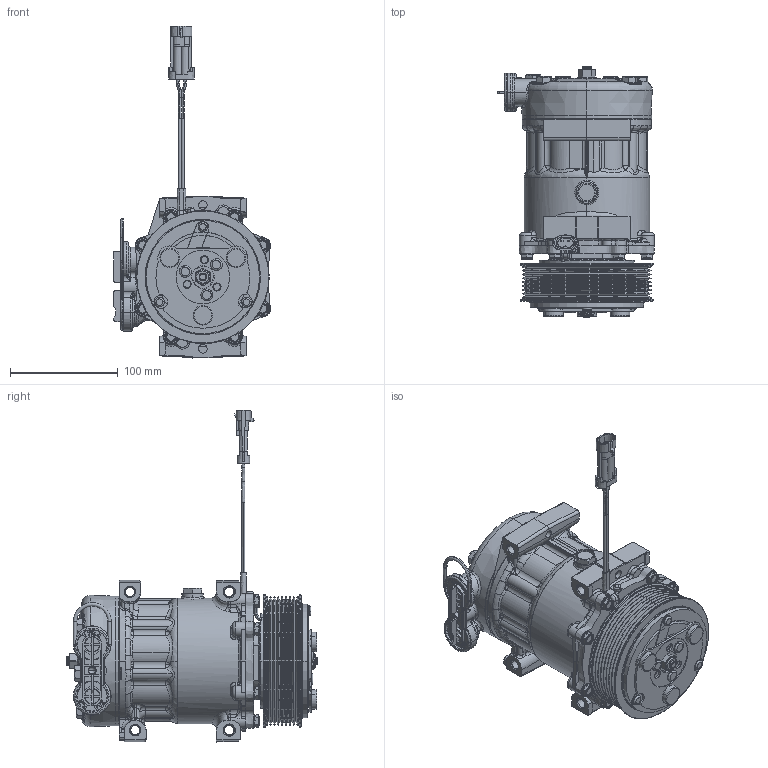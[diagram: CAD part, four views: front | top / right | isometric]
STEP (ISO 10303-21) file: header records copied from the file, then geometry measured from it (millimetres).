
FILE_DESCRIPTION (( 'STEP AP203' ), '1' );
FILE_NAME ('SANDEN_4334_REV_A_COMPR_AC.STEP', '2012-11-08T17:40:55', ( '' ), ( '' ), 'SwSTEP 2.0', 'SolidWorks 2010', '' );
FILE_SCHEMA (( 'CONFIG_CONTROL_DESIGN' ));
Products named in the file (1): SANDEN_4334_REV_A_COMPR_AC
Bounding box: 145.1 x 232.96 x 307.41 mm (x, y, z)
Volume: 2344401.8 mm3; surface area: 224158.5 mm2
Topology: 2 solids, 15 shells, 2779 faces, 7005 edges, 4247 vertices
Faces by surface type: bspline 782, cylinder 686, plane 636, torus 368, cone 239, sphere 68
Entity records: 188038 total; most frequent: CARTESIAN_POINT 130675, ORIENTED_EDGE 13830, DIRECTION 9179, EDGE_CURVE 6915, VERTEX_POINT 4238, AXIS2_PLACEMENT_3D 3869, B_SPLINE_CURVE_WITH_KNOTS 3267, EDGE_LOOP 2957
